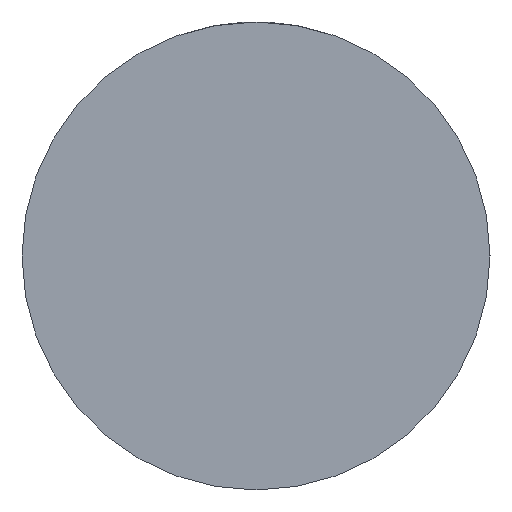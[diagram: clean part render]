
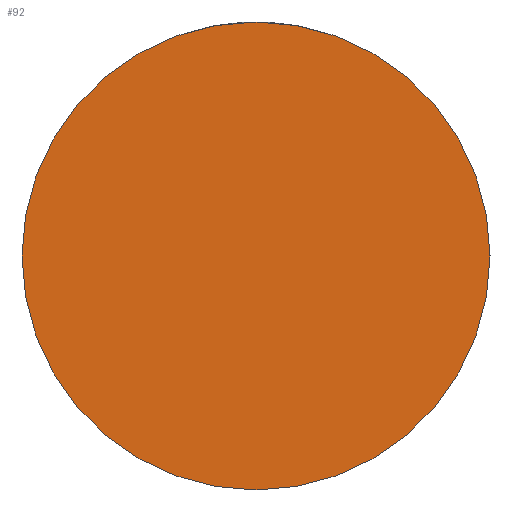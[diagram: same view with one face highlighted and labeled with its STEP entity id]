
A CAD part, left-side view. The second image highlights one B-rep face of the part: STEP entity #92.
In plain terms, the highlighted planar face has unit normal (-1, 0, 0).
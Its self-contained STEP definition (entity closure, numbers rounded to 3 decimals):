
#92 = ADVANCED_FACE( '', ( #187 ), #188, .F. );
#187 = FACE_OUTER_BOUND( '', #276, .T. );
#188 = PLANE( '', #277 );
#276 = EDGE_LOOP( '', ( #456 ) );
#277 = AXIS2_PLACEMENT_3D( '', #457, #458, #459 );
#456 = ORIENTED_EDGE( '', *, *, #506, .F. );
#457 = CARTESIAN_POINT( '', ( -500., 0., 0. ) );
#458 = DIRECTION( '', ( 1., 0., 0. ) );
#459 = DIRECTION( '', ( 0., 0., -1. ) );
#506 = EDGE_CURVE( '', #598, #598, #599, .T. );
#598 = VERTEX_POINT( '', #736 );
#599 = CIRCLE( '', #737, 15. );
#736 = CARTESIAN_POINT( '', ( -500., 0., -15. ) );
#737 = AXIS2_PLACEMENT_3D( '', #844, #845, #846 );
#844 = CARTESIAN_POINT( '', ( -500., 0., 0. ) );
#845 = DIRECTION( '', ( 1., 0., 0. ) );
#846 = DIRECTION( '', ( 0., 0., -1. ) );
